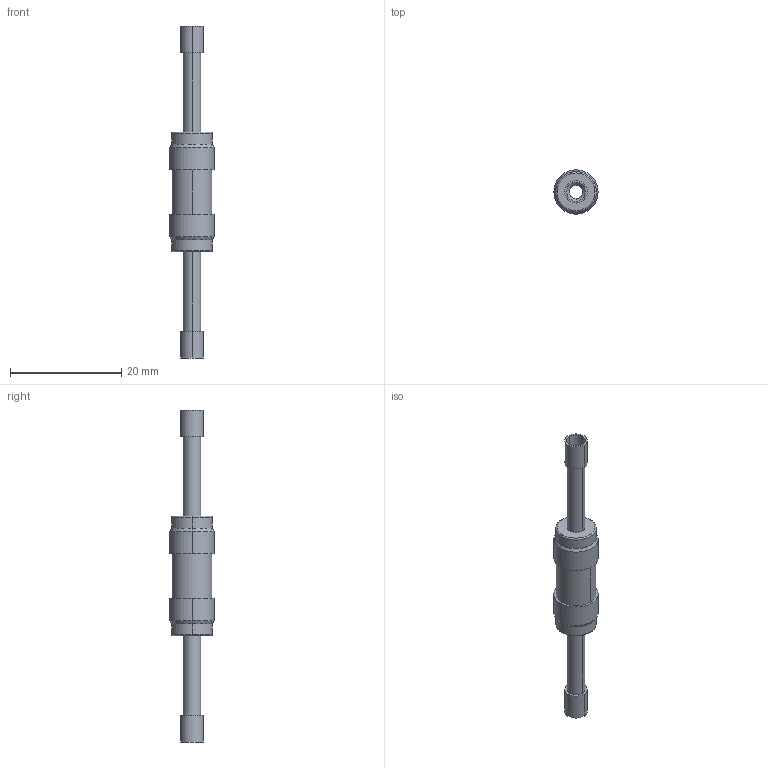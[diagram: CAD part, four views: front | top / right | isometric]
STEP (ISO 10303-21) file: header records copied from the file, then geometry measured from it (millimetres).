
FILE_DESCRIPTION (( 'STEP AP203' ), '1' );
FILE_NAME ('A0578-2-W.STEP', '2011-10-06T12:39:09', ( '' ), ( '' ), 'SwSTEP 2.0', 'SolidWorks 2011', '' );
FILE_SCHEMA (( 'CONFIG_CONTROL_DESIGN' ));
Length unit declared in the file: inch
Products named in the file (1): A0578-2-W
Bounding box: 7.92 x 7.92 x 59.56 mm (x, y, z)
Volume: 964.6 mm3; surface area: 1528.7 mm2
Topology: 1 solids, 1 shells, 64 faces, 128 edges, 80 vertices
Faces by surface type: cylinder 36, plane 16, cone 8, torus 4
Entity records: 1771 total; most frequent: DIRECTION 342, CARTESIAN_POINT 273, ORIENTED_EDGE 256, AXIS2_PLACEMENT_3D 149, EDGE_CURVE 128, CIRCLE 84, EDGE_LOOP 80, VERTEX_POINT 80
